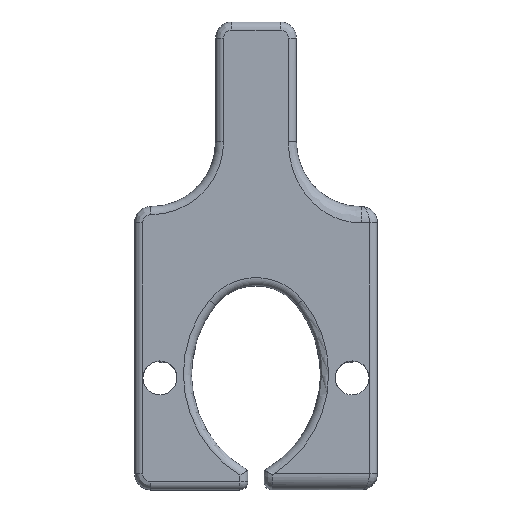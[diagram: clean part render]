
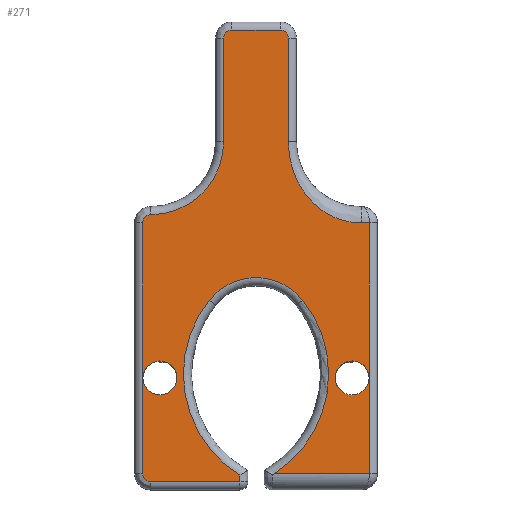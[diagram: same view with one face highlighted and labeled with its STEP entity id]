
A CAD part, top view. The second image highlights one B-rep face of the part: STEP entity #271.
In plain terms, the highlighted planar face has unit normal (0, 0, 1).
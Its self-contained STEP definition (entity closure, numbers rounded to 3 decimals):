
#194=(
BOUNDED_CURVE()
B_SPLINE_CURVE(3,(#2051,#2052,#2053,#2054,#2055,#2056,#2057,#2058,#2059,
#2060,#2061,#2062),.UNSPECIFIED.,.F.,.F.)
B_SPLINE_CURVE_WITH_KNOTS((4,2,2,2,2,4),(0.,0.25,0.5,0.75,0.875,1.),
 .UNSPECIFIED.)
CURVE()
GEOMETRIC_REPRESENTATION_ITEM()
RATIONAL_B_SPLINE_CURVE((1.,1.,1.,1.,1.,1.,1.,1.,1.,1.,1.,1.))
REPRESENTATION_ITEM('')
);
#271=ADVANCED_FACE('',(#373,#374,#375),#357,.T.);
#357=PLANE('',#1439);
#373=FACE_BOUND('',#412,.T.);
#374=FACE_BOUND('',#413,.T.);
#375=FACE_BOUND('',#414,.T.);
#412=EDGE_LOOP('',(#625,#626,#627,#628,#629,#630,#631,#632,#633,#634,#635,
#636,#637,#638,#639,#640,#641,#642));
#413=EDGE_LOOP('',(#643));
#414=EDGE_LOOP('',(#644));
#519=CIRCLE('',#1429,14.633);
#520=CIRCLE('',#1430,7.394);
#521=CIRCLE('',#1431,14.633);
#522=CIRCLE('',#1432,1.);
#523=CIRCLE('',#1433,1.);
#524=CIRCLE('',#1434,9.);
#525=CIRCLE('',#1435,1.);
#526=CIRCLE('',#1436,1.);
#527=CIRCLE('',#1437,2.1);
#528=CIRCLE('',#1438,2.1);
#625=ORIENTED_EDGE('',*,*,#1117,.T.);
#626=ORIENTED_EDGE('',*,*,#1118,.T.);
#627=ORIENTED_EDGE('',*,*,#1119,.T.);
#628=ORIENTED_EDGE('',*,*,#1120,.T.);
#629=ORIENTED_EDGE('',*,*,#1121,.T.);
#630=ORIENTED_EDGE('',*,*,#1122,.T.);
#631=ORIENTED_EDGE('',*,*,#1123,.T.);
#632=ORIENTED_EDGE('',*,*,#1124,.T.);
#633=ORIENTED_EDGE('',*,*,#1125,.F.);
#634=ORIENTED_EDGE('',*,*,#1126,.T.);
#635=ORIENTED_EDGE('',*,*,#1127,.T.);
#636=ORIENTED_EDGE('',*,*,#1128,.T.);
#637=ORIENTED_EDGE('',*,*,#1129,.T.);
#638=ORIENTED_EDGE('',*,*,#1130,.T.);
#639=ORIENTED_EDGE('',*,*,#1131,.T.);
#640=ORIENTED_EDGE('',*,*,#1132,.T.);
#641=ORIENTED_EDGE('',*,*,#1133,.T.);
#642=ORIENTED_EDGE('',*,*,#1134,.T.);
#643=ORIENTED_EDGE('',*,*,#1135,.T.);
#644=ORIENTED_EDGE('',*,*,#1136,.F.);
#1005=VERTEX_POINT('',#2035);
#1006=VERTEX_POINT('',#2036);
#1007=VERTEX_POINT('',#2038);
#1008=VERTEX_POINT('',#2040);
#1009=VERTEX_POINT('',#2042);
#1010=VERTEX_POINT('',#2044);
#1011=VERTEX_POINT('',#2046);
#1012=VERTEX_POINT('',#2048);
#1013=VERTEX_POINT('',#2050);
#1014=VERTEX_POINT('',#2063);
#1015=VERTEX_POINT('',#2065);
#1016=VERTEX_POINT('',#2067);
#1017=VERTEX_POINT('',#2069);
#1018=VERTEX_POINT('',#2071);
#1019=VERTEX_POINT('',#2073);
#1020=VERTEX_POINT('',#2075);
#1021=VERTEX_POINT('',#2077);
#1022=VERTEX_POINT('',#2079);
#1023=VERTEX_POINT('',#2082);
#1024=VERTEX_POINT('',#2084);
#1117=EDGE_CURVE('',#1005,#1006,#1303,.T.);
#1118=EDGE_CURVE('',#1006,#1007,#1304,.T.);
#1119=EDGE_CURVE('',#1007,#1008,#519,.T.);
#1120=EDGE_CURVE('',#1008,#1009,#520,.T.);
#1121=EDGE_CURVE('',#1009,#1010,#521,.T.);
#1122=EDGE_CURVE('',#1010,#1011,#1305,.T.);
#1123=EDGE_CURVE('',#1011,#1012,#1306,.T.);
#1124=EDGE_CURVE('',#1012,#1013,#1307,.T.);
#1125=EDGE_CURVE('',#1014,#1013,#194,.T.);
#1126=EDGE_CURVE('',#1014,#1015,#1308,.T.);
#1127=EDGE_CURVE('',#1015,#1016,#522,.T.);
#1128=EDGE_CURVE('',#1016,#1017,#1309,.T.);
#1129=EDGE_CURVE('',#1017,#1018,#523,.T.);
#1130=EDGE_CURVE('',#1018,#1019,#1310,.T.);
#1131=EDGE_CURVE('',#1019,#1020,#524,.T.);
#1132=EDGE_CURVE('',#1020,#1021,#525,.T.);
#1133=EDGE_CURVE('',#1021,#1022,#1311,.T.);
#1134=EDGE_CURVE('',#1022,#1005,#526,.T.);
#1135=EDGE_CURVE('',#1023,#1023,#527,.T.);
#1136=EDGE_CURVE('',#1024,#1024,#528,.T.);
#1303=LINE('',#2034,#1369);
#1304=LINE('',#2037,#1370);
#1305=LINE('',#2045,#1371);
#1306=LINE('',#2047,#1372);
#1307=LINE('',#2049,#1373);
#1308=LINE('',#2064,#1374);
#1309=LINE('',#2068,#1375);
#1310=LINE('',#2072,#1376);
#1311=LINE('',#2078,#1377);
#1369=VECTOR('',#1620,1.);
#1370=VECTOR('',#1621,1.);
#1371=VECTOR('',#1628,1.);
#1372=VECTOR('',#1629,1.);
#1373=VECTOR('',#1630,1.);
#1374=VECTOR('',#1631,1.);
#1375=VECTOR('',#1634,1.);
#1376=VECTOR('',#1637,1.);
#1377=VECTOR('',#1642,1.);
#1429=AXIS2_PLACEMENT_3D('',#2039,#1622,#1623);
#1430=AXIS2_PLACEMENT_3D('',#2041,#1624,#1625);
#1431=AXIS2_PLACEMENT_3D('',#2043,#1626,#1627);
#1432=AXIS2_PLACEMENT_3D('',#2066,#1632,#1633);
#1433=AXIS2_PLACEMENT_3D('',#2070,#1635,#1636);
#1434=AXIS2_PLACEMENT_3D('',#2074,#1638,#1639);
#1435=AXIS2_PLACEMENT_3D('',#2076,#1640,#1641);
#1436=AXIS2_PLACEMENT_3D('',#2080,#1643,#1644);
#1437=AXIS2_PLACEMENT_3D('',#2081,#1645,#1646);
#1438=AXIS2_PLACEMENT_3D('',#2083,#1647,#1648);
#1439=AXIS2_PLACEMENT_3D('',#2085,#1649,#1650);
#1620=DIRECTION('',(1.,0.,0.));
#1621=DIRECTION('',(0.,1.,0.));
#1622=DIRECTION('',(0.,0.,-1.));
#1623=DIRECTION('',(1.,0.,0.));
#1624=DIRECTION('',(0.,0.,-1.));
#1625=DIRECTION('',(1.,0.,0.));
#1626=DIRECTION('',(0.,0.,-1.));
#1627=DIRECTION('',(1.,0.,0.));
#1628=DIRECTION('',(1.,0.,0.));
#1629=DIRECTION('',(0.,1.,0.));
#1630=DIRECTION('',(-1.,0.,0.));
#1631=DIRECTION('',(0.,1.,0.));
#1632=DIRECTION('',(0.,0.,1.));
#1633=DIRECTION('',(1.,0.,0.));
#1634=DIRECTION('',(-1.,0.,0.));
#1635=DIRECTION('',(0.,0.,1.));
#1636=DIRECTION('',(1.,0.,0.));
#1637=DIRECTION('',(0.,-1.,0.));
#1638=DIRECTION('',(0.,0.,-1.));
#1639=DIRECTION('',(1.,0.,0.));
#1640=DIRECTION('',(0.,0.,1.));
#1641=DIRECTION('',(1.,0.,0.));
#1642=DIRECTION('',(0.,-1.,0.));
#1643=DIRECTION('',(0.,0.,1.));
#1644=DIRECTION('',(1.,0.,0.));
#1645=DIRECTION('',(0.,0.,-1.));
#1646=DIRECTION('',(-1.,0.,0.));
#1647=DIRECTION('',(0.,0.,1.));
#1648=DIRECTION('',(1.,0.,0.));
#1649=DIRECTION('',(0.,0.,1.));
#1650=DIRECTION('',(1.,0.,0.));
#2034=CARTESIAN_POINT('',(-1.,-46.807,5.));
#2035=CARTESIAN_POINT('',(-13.,-46.807,5.));
#2036=CARTESIAN_POINT('',(-2.,-46.807,5.));
#2037=CARTESIAN_POINT('',(-2.,-45.393,5.));
#2038=CARTESIAN_POINT('',(-2.,-45.966,5.));
#2039=CARTESIAN_POINT('',(5.661,-33.498,5.));
#2040=CARTESIAN_POINT('',(-5.782,-24.377,5.));
#2041=CARTESIAN_POINT('',(0.,-28.986,5.));
#2042=CARTESIAN_POINT('',(5.782,-24.377,5.));
#2043=CARTESIAN_POINT('',(-5.661,-33.498,5.));
#2044=CARTESIAN_POINT('',(2.252,-45.807,5.));
#2045=CARTESIAN_POINT('',(14.,-45.807,5.));
#2046=CARTESIAN_POINT('',(14.,-45.807,5.));
#2047=CARTESIAN_POINT('',(14.,-14.807,5.));
#2048=CARTESIAN_POINT('',(14.,-14.807,5.));
#2049=CARTESIAN_POINT('',(12.944,-14.807,5.));
#2050=CARTESIAN_POINT('',(13.,-14.807,5.));
#2051=CARTESIAN_POINT('',(4.,-4.807,5.));
#2052=CARTESIAN_POINT('',(4.,-6.315,5.));
#2053=CARTESIAN_POINT('',(4.288,-7.576,5.));
#2054=CARTESIAN_POINT('',(5.137,-9.825,5.));
#2055=CARTESIAN_POINT('',(5.714,-10.811,5.));
#2056=CARTESIAN_POINT('',(7.147,-12.529,5.));
#2057=CARTESIAN_POINT('',(8.003,-13.263,5.));
#2058=CARTESIAN_POINT('',(9.578,-14.106,5.));
#2059=CARTESIAN_POINT('',(10.153,-14.344,5.));
#2060=CARTESIAN_POINT('',(11.444,-14.692,5.));
#2061=CARTESIAN_POINT('',(12.16,-14.807,5.));
#2062=CARTESIAN_POINT('',(13.,-14.807,5.));
#2063=CARTESIAN_POINT('',(4.,-4.807,5.));
#2064=CARTESIAN_POINT('',(4.,8.,5.));
#2065=CARTESIAN_POINT('',(4.,8.,5.));
#2066=CARTESIAN_POINT('',(3.,8.,5.));
#2067=CARTESIAN_POINT('',(3.,9.,5.));
#2068=CARTESIAN_POINT('',(-3.,9.,5.));
#2069=CARTESIAN_POINT('',(-3.,9.,5.));
#2070=CARTESIAN_POINT('',(-3.,8.,5.));
#2071=CARTESIAN_POINT('',(-4.,8.,5.));
#2072=CARTESIAN_POINT('',(-4.,-4.807,5.));
#2073=CARTESIAN_POINT('',(-4.,-4.807,5.));
#2074=CARTESIAN_POINT('',(-13.,-4.807,5.));
#2075=CARTESIAN_POINT('',(-13.,-13.807,5.));
#2076=CARTESIAN_POINT('',(-13.,-14.807,5.));
#2077=CARTESIAN_POINT('',(-14.,-14.807,5.));
#2078=CARTESIAN_POINT('',(-14.,-45.807,5.));
#2079=CARTESIAN_POINT('',(-14.,-45.807,5.));
#2080=CARTESIAN_POINT('',(-13.,-45.807,5.));
#2081=CARTESIAN_POINT('',(11.871,-33.982,5.));
#2082=CARTESIAN_POINT('',(9.771,-33.982,5.));
#2083=CARTESIAN_POINT('',(-11.871,-33.982,5.));
#2084=CARTESIAN_POINT('',(-9.771,-33.982,5.));
#2085=CARTESIAN_POINT('',(0.,0.,5.));
